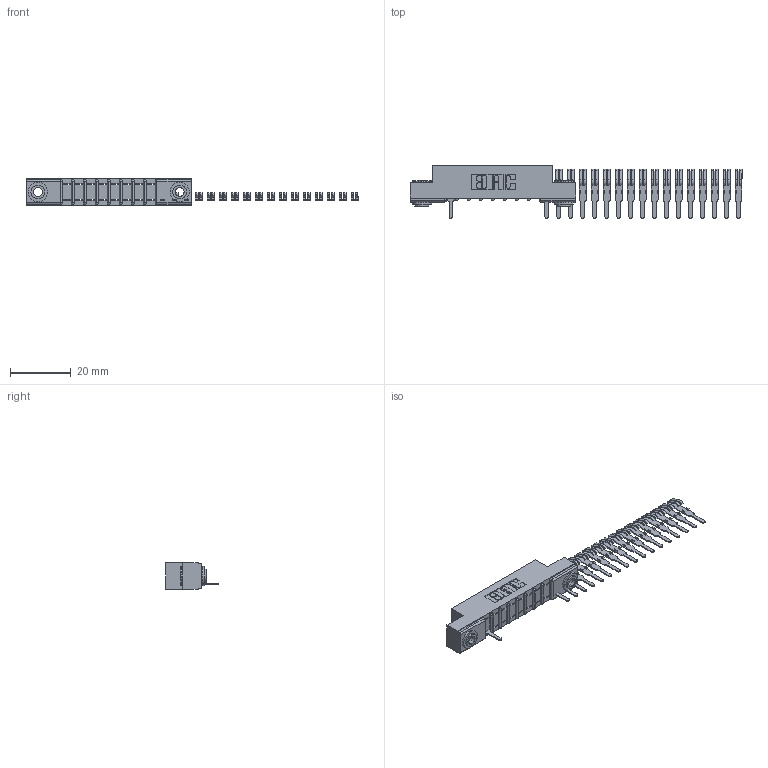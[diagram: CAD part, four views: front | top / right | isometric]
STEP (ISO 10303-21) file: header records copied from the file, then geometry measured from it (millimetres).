
FILE_DESCRIPTION (( 'STEP AP203' ), '1' );
FILE_NAME ('357-025-525-103.STEP', '2018-08-09T01:32:54', ( '' ), ( '' ), 'SwSTEP 2.0', 'SolidWorks 2016', '' );
FILE_SCHEMA (( 'CONFIG_CONTROL_DESIGN' ));
Length unit declared in the file: inch
Products named in the file (4): 357-025-525-103; 307 Part_.156 Dia Mounting Holes; 307-290-001_525; 345-250-002_345-250-002-102
Assembly tree (21 placements, depth 2):
  357-025-525-103
    307 Part_.156 Dia Mounting Holes
    307-290-001_525  x18
    345-250-002_345-250-002-102  x2
Bounding box: 109.72 x 17.42 x 8.71 mm (x, y, z)
Volume: 3621.5 mm3; surface area: 6121.3 mm2
Topology: 21 solids, 21 shells, 987 faces, 2711 edges, 1754 vertices
Faces by surface type: plane 640, cylinder 321, sphere 18, cone 8
Entity records: 12403 total; most frequent: CARTESIAN_POINT 2011, DIRECTION 2001, ORIENTED_EDGE 1978, EDGE_CURVE 989, LINE 737, VECTOR 737, VERTEX_POINT 642, AXIS2_PLACEMENT_3D 632
